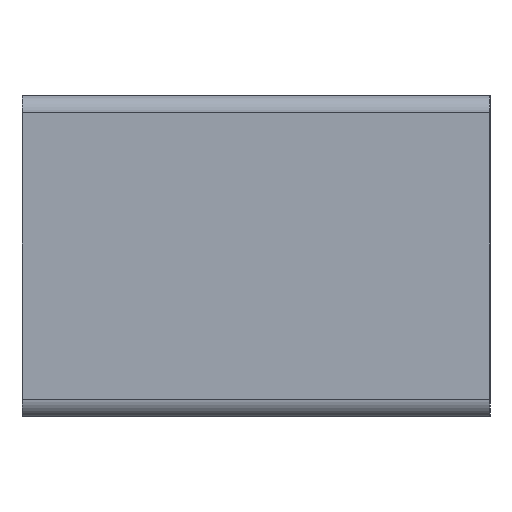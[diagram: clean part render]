
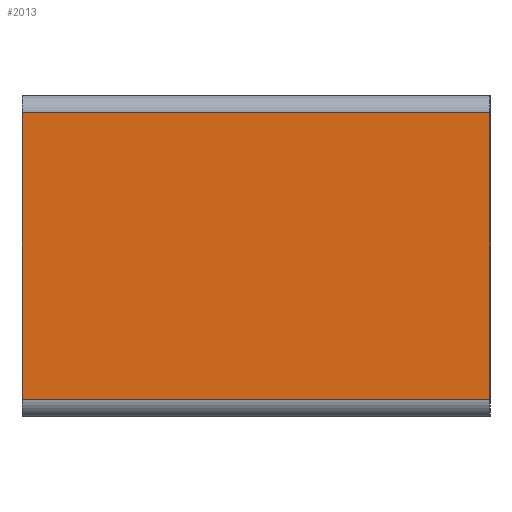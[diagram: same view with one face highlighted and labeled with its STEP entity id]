
A CAD part, left-side view. The second image highlights one B-rep face of the part: STEP entity #2013.
In plain terms, the highlighted planar face has unit normal (-1, 0, 0).
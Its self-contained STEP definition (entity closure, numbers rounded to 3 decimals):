
#150=FACE_OUTER_BOUND('',#264,.T.);
#264=EDGE_LOOP('',(#1446,#1447,#1448,#1449));
#401=LINE('',#2904,#643);
#412=LINE('',#2938,#654);
#416=LINE('',#2946,#658);
#418=LINE('',#2949,#660);
#643=VECTOR('',#2366,0.49);
#654=VECTOR('',#2391,0.49);
#658=VECTOR('',#2401,0.8);
#660=VECTOR('',#2405,0.8);
#879=VERTEX_POINT('',#2901);
#880=VERTEX_POINT('',#2903);
#895=VERTEX_POINT('',#2935);
#896=VERTEX_POINT('',#2937);
#1086=EDGE_CURVE('',#880,#879,#401,.T.);
#1103=EDGE_CURVE('',#895,#896,#412,.T.);
#1108=EDGE_CURVE('',#880,#895,#416,.T.);
#1110=EDGE_CURVE('',#896,#879,#418,.T.);
#1446=ORIENTED_EDGE('',*,*,#1108,.F.);
#1447=ORIENTED_EDGE('',*,*,#1086,.T.);
#1448=ORIENTED_EDGE('',*,*,#1110,.F.);
#1449=ORIENTED_EDGE('',*,*,#1103,.F.);
#1917=PLANE('',#2155);
#2013=ADVANCED_FACE('',(#150),#1917,.T.);
#2155=AXIS2_PLACEMENT_3D('',#2948,#2403,#2404);
#2366=DIRECTION('',(0.,0.,1.));
#2391=DIRECTION('',(0.,0.,1.));
#2401=DIRECTION('',(0.,1.,0.));
#2403=DIRECTION('center_axis',(-1.,0.,0.));
#2404=DIRECTION('ref_axis',(0.,-1.,0.));
#2405=DIRECTION('',(0.,-1.,0.));
#2901=CARTESIAN_POINT('',(-0.8,-0.4,0.52));
#2903=CARTESIAN_POINT('',(-0.8,-0.4,0.03));
#2904=CARTESIAN_POINT('',(-0.8,-0.4,0.));
#2935=CARTESIAN_POINT('',(-0.8,0.4,0.03));
#2937=CARTESIAN_POINT('',(-0.8,0.4,0.52));
#2938=CARTESIAN_POINT('',(-0.8,0.4,0.));
#2946=CARTESIAN_POINT('',(-0.8,0.2,0.03));
#2948=CARTESIAN_POINT('Origin',(-0.8,0.4,0.));
#2949=CARTESIAN_POINT('',(-0.8,0.2,0.52));
